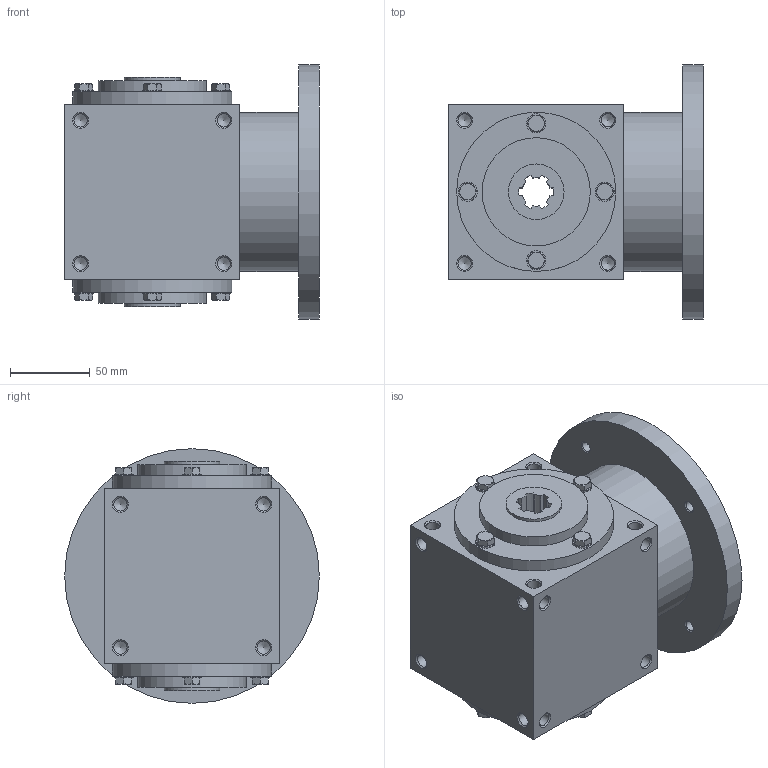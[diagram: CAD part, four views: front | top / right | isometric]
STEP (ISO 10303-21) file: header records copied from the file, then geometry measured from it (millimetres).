
FILE_DESCRIPTION( ( 'STEP AP214' ), '1' );
FILE_NAME( 'MRB110_MC1_R.1_1_71_B5.stp', '2018-08-14T07:59:06', ( '' ), ( '' ), ' ', 'PARTsolutions', ' ' );
FILE_SCHEMA( ( 'AUTOMOTIVE_DESIGN { 1 0 10303 214 1 1 1 1 }' ) );
Length unit declared in the file: millimetre
Products named in the file (4): MRB110_MC1_R.1/1_71/B5; _MRB11010-case; _MRX110_3-flange; _RC_RR110-screw
Assembly tree (10 placements, depth 2):
  MRB110_MC1_R.1/1_71/B5
    _MRB11010-case
    _MRX110_3-flange
    _RC_RR110-screw  x8
Bounding box: 160 x 160 x 160 mm (x, y, z)
Volume: 1912869.9 mm3; surface area: 171811.8 mm2
Topology: 10 solids, 10 shells, 319 faces, 834 edges, 523 vertices
Faces by surface type: plane 119, cone 104, cylinder 96
Full cylindrical faces by diameter (mm): 6.647 x4, 8.376 x48, 12 x8, 28 x1, 30 x1, 35 x2, 68 x2, 100 x3, 110 x1, 160 x1
Entity records: 7590 total; most frequent: DIRECTION 1094, CARTESIAN_POINT 1014, ORIENTED_EDGE 812, AXIS2_PLACEMENT_3D 482, EDGE_CURVE 406, EDGE_LOOP 350, VERTEX_POINT 330, FACE_OUTER_BOUND 271
